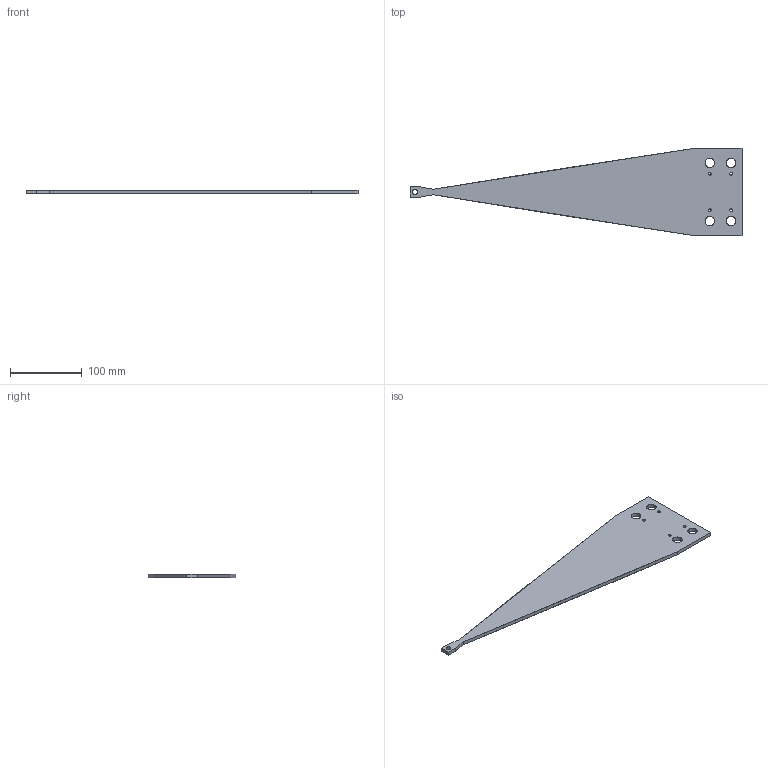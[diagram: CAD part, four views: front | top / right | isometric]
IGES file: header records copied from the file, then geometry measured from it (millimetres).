
Start section: SolidWorks IGES file using analytic representation for surfaces
Global section: file name: D0902817_aLIGO_Manifold_Cryo_Baffle_Blade_Spring-v4.IGS; native system: SolidWorks 2012; preprocessor: SolidWorks 2012; author: kbucklan; date: 130206.123924; units: inch
Bounding box: 462.76 x 122.25 x 5.15 mm (x, y, z)
Surface area: 70312.2 mm2 (no closed solid volume)
Topology: 0 solids, 0 shells, 30 faces, 712 edges, 712 vertices
Faces by surface type: revolution 18, bspline 12
